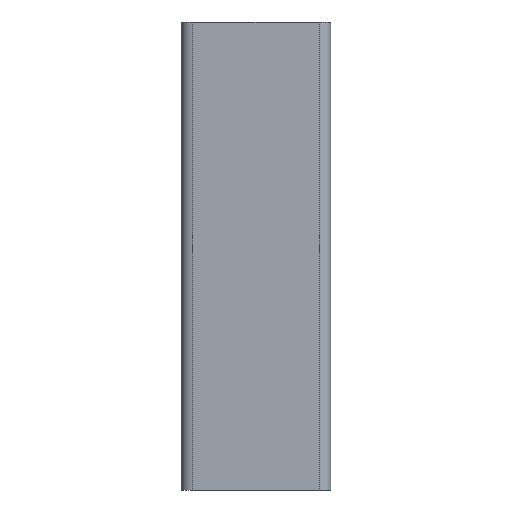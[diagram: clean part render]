
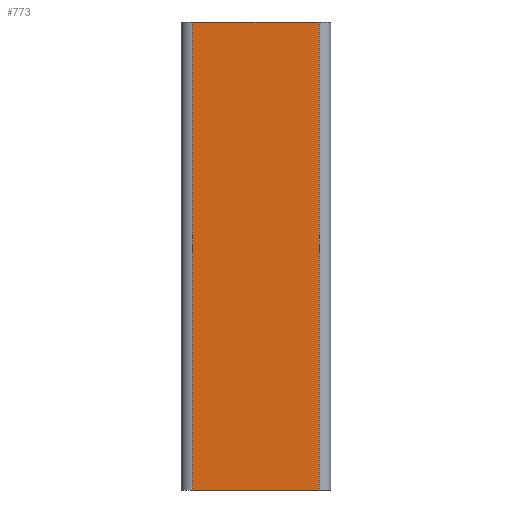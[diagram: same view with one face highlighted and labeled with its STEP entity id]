
A CAD part, left-side view. The second image highlights one B-rep face of the part: STEP entity #773.
In plain terms, the highlighted planar face has unit normal (-1, 0, 0).
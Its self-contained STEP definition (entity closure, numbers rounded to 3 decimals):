
#87=FACE_OUTER_BOUND('',#129,.T.);
#129=EDGE_LOOP('',(#650,#651,#652,#653));
#212=LINE('',#1248,#298);
#215=LINE('',#1257,#301);
#217=LINE('',#1263,#303);
#218=LINE('',#1264,#304);
#298=VECTOR('',#1017,27.);
#301=VECTOR('',#1026,100.);
#303=VECTOR('',#1032,100.);
#304=VECTOR('',#1033,27.);
#375=VERTEX_POINT('',#1245);
#376=VERTEX_POINT('',#1247);
#379=VERTEX_POINT('',#1256);
#381=VERTEX_POINT('',#1262);
#476=EDGE_CURVE('',#376,#375,#212,.T.);
#481=EDGE_CURVE('',#379,#376,#215,.T.);
#484=EDGE_CURVE('',#381,#375,#217,.T.);
#485=EDGE_CURVE('',#379,#381,#218,.T.);
#650=ORIENTED_EDGE('',*,*,#476,.T.);
#651=ORIENTED_EDGE('',*,*,#484,.F.);
#652=ORIENTED_EDGE('',*,*,#485,.F.);
#653=ORIENTED_EDGE('',*,*,#481,.T.);
#737=PLANE('',#835);
#773=ADVANCED_FACE('',(#87),#737,.T.);
#835=AXIS2_PLACEMENT_3D('',#1261,#1030,#1031);
#1017=DIRECTION('',(0.,1.,0.));
#1026=DIRECTION('',(0.,0.,1.));
#1030=DIRECTION('center_axis',(-1.,0.,0.));
#1031=DIRECTION('ref_axis',(0.,-1.,0.));
#1032=DIRECTION('',(0.,0.,1.));
#1033=DIRECTION('',(0.,1.,0.));
#1245=CARTESIAN_POINT('',(-9.5,7.,100.));
#1247=CARTESIAN_POINT('',(-9.5,-20.,100.));
#1248=CARTESIAN_POINT('',(-9.5,0.25,100.));
#1256=CARTESIAN_POINT('',(-9.5,-20.,0.));
#1257=CARTESIAN_POINT('',(-9.5,-20.,0.));
#1261=CARTESIAN_POINT('Origin',(-9.5,7.,0.));
#1262=CARTESIAN_POINT('',(-9.5,7.,0.));
#1263=CARTESIAN_POINT('',(-9.5,7.,0.));
#1264=CARTESIAN_POINT('',(-9.5,0.25,0.));
